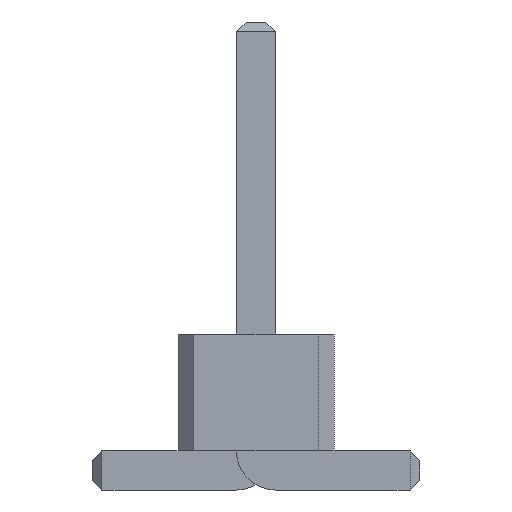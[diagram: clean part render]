
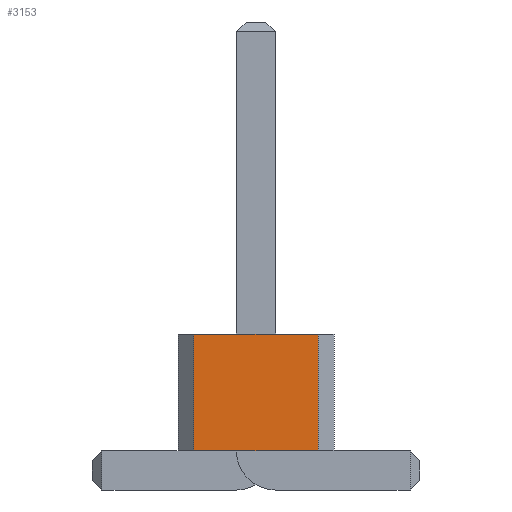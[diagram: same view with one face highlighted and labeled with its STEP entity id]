
A CAD part, front view. The second image highlights one B-rep face of the part: STEP entity #3153.
In plain terms, the highlighted planar face has unit normal (0, -1, 0).
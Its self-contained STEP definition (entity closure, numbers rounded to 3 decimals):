
#670 = VERTEX_POINT('',#671);
#671 = CARTESIAN_POINT('',(0.8,-11.,0.5));
#677 = EDGE_CURVE('',#678,#670,#680,.T.);
#678 = VERTEX_POINT('',#679);
#679 = CARTESIAN_POINT('',(-0.8,-11.,0.5));
#680 = LINE('',#681,#682);
#681 = CARTESIAN_POINT('',(-0.8,-11.,0.5));
#682 = VECTOR('',#683,1.);
#683 = DIRECTION('',(1.,0.,0.));
#1439 = VERTEX_POINT('',#1440);
#1440 = CARTESIAN_POINT('',(0.8,-11.,2.));
#1446 = EDGE_CURVE('',#1447,#1439,#1449,.T.);
#1447 = VERTEX_POINT('',#1448);
#1448 = CARTESIAN_POINT('',(-0.8,-11.,2.));
#1449 = LINE('',#1450,#1451);
#1450 = CARTESIAN_POINT('',(-0.8,-11.,2.));
#1451 = VECTOR('',#1452,1.);
#1452 = DIRECTION('',(1.,0.,0.));
#3142 = EDGE_CURVE('',#678,#1447,#3143,.T.);
#3143 = LINE('',#3144,#3145);
#3144 = CARTESIAN_POINT('',(-0.8,-11.,0.5));
#3145 = VECTOR('',#3146,1.);
#3146 = DIRECTION('',(0.,0.,1.));
#3153 = ADVANCED_FACE('',(#3154),#3165,.F.);
#3154 = FACE_BOUND('',#3155,.F.);
#3155 = EDGE_LOOP('',(#3156,#3157,#3158,#3164));
#3156 = ORIENTED_EDGE('',*,*,#3142,.T.);
#3157 = ORIENTED_EDGE('',*,*,#1446,.T.);
#3158 = ORIENTED_EDGE('',*,*,#3159,.F.);
#3159 = EDGE_CURVE('',#670,#1439,#3160,.T.);
#3160 = LINE('',#3161,#3162);
#3161 = CARTESIAN_POINT('',(0.8,-11.,0.5));
#3162 = VECTOR('',#3163,1.);
#3163 = DIRECTION('',(0.,0.,1.));
#3164 = ORIENTED_EDGE('',*,*,#677,.F.);
#3165 = PLANE('',#3166);
#3166 = AXIS2_PLACEMENT_3D('',#3167,#3168,#3169);
#3167 = CARTESIAN_POINT('',(-0.8,-11.,0.5));
#3168 = DIRECTION('',(0.,1.,0.));
#3169 = DIRECTION('',(1.,0.,0.));
